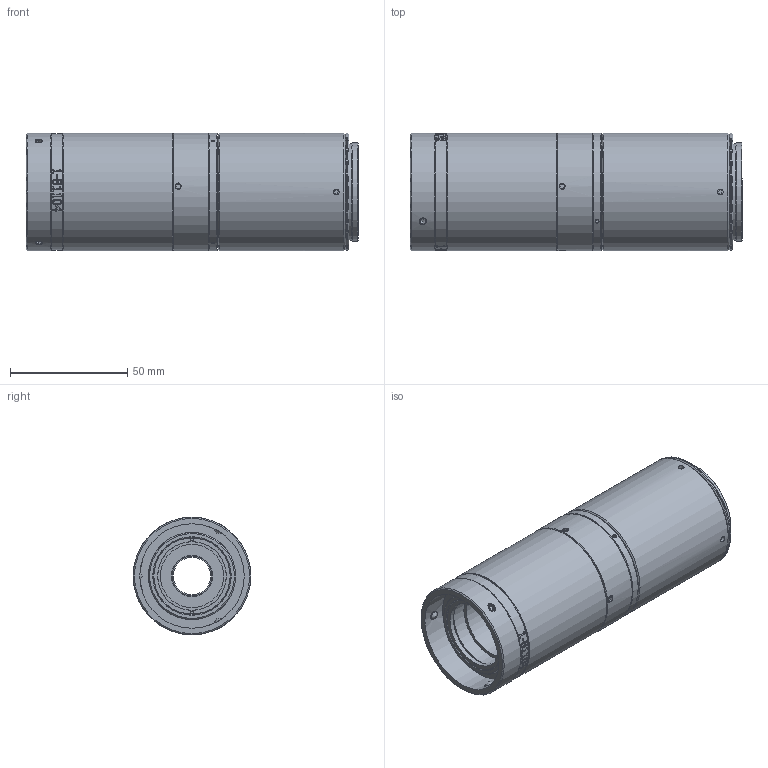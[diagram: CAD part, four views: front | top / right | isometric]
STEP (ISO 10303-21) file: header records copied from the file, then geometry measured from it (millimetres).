
FILE_DESCRIPTION(/* description */ ('2X, (32mm APS) REAR ADAPTER'),/* implementation_level */ '2;1');
FILE_NAME(/* name */ 'Jesse''81104_0.stp',/* time_stamp */ '2018-05-23T11:37:12-04:00',/* author */ ('Williamson'),/* organization */ ('NAVITAR'),/* preprocessor_version */ 'ST-DEVELOPER v16.13',/* originating_system */ 'Autodesk Inventor 2018',/* authorisation */ '');
FILE_SCHEMA (('AUTOMOTIVE_DESIGN { 1 0 10303 214 3 1 1 }'));
Length unit declared in the file: inch
Products named in the file (19): 1-81104; 3-80409; 3-80406; 3-80408; 3-80122; 8-7488; 3-80308; 3-80407; 3-50129; 3-80307; 8-7602; 8-7006; 8-7770; 8-80417; 8-13667; 7-30683; 3-80396; 3-80410; 7-30667
Assembly tree (28 placements, depth 2):
  1-81104
    3-80409
    3-80406
    3-80408
    3-80122
    8-7488  x3
    3-80308
    3-80407
    3-50129
    3-80307
    8-7602  x4
    8-7006  x3
    8-7770  x2
    8-80417
    8-13667  x2
    7-30683  x2
    3-80396
    3-80410
    7-30667
Bounding box: 141.31 x 50.04 x 50.04 mm (x, y, z)
Volume: 157459.7 mm3; surface area: 91214.2 mm2
Topology: 32 solids, 32 shells, 519 faces, 1232 edges, 804 vertices
Faces by surface type: plane 278, cylinder 111, cone 67, bspline 59, sphere 4
Full cylindrical faces by diameter (mm): 1.016 x2, 1.146 x3, 1.27 x1, 1.587 x2, 1.702 x4, 1.727 x1, 2.083 x1, 2.159 x2, 2.184 x3, 2.286 x1, 2.464 x6, 2.845 x2, 3 x6, 3.162 x1, 3.175 x1, 3.251 x3, 4 x3, 4.75 x1, 15.977 x1, 16.993 x1, 17.663 x1, 22.022 x1, 23.47 x1, 24.74 x1, 26.01 x1, 26.035 x1, 26.924 x1, 29.134 x1, 29.246 x1, 32.017 x1
Entity records: 15295 total; most frequent: CARTESIAN_POINT 5627, DIRECTION 1753, ORIENTED_EDGE 1656, EDGE_CURVE 828, AXIS2_PLACEMENT_3D 687, EDGE_LOOP 659, VERTEX_POINT 621, FACE_OUTER_BOUND 411
